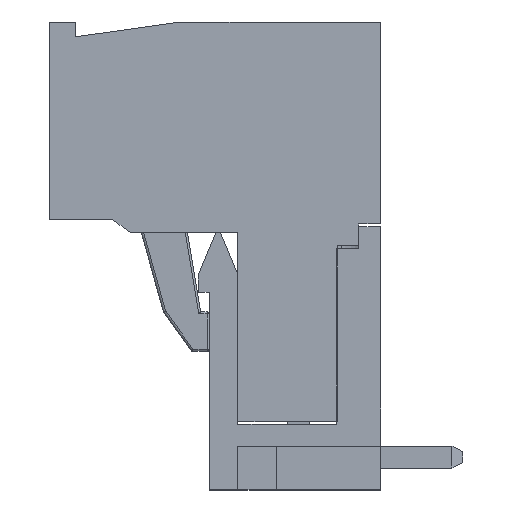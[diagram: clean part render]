
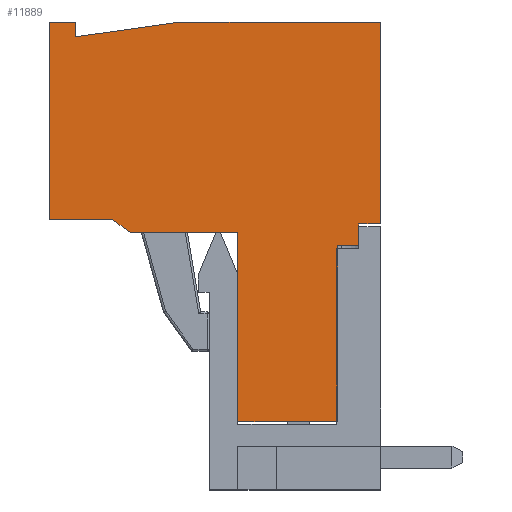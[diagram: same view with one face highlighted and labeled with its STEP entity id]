
A CAD part, left-side view. The second image highlights one B-rep face of the part: STEP entity #11889.
In plain terms, the highlighted face is planar.
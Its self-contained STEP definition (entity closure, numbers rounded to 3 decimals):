
#76 = VERTEX_POINT ( 'NONE', #10540 ) ;
#224 = LINE ( 'NONE', #7745, #10970 ) ;
#301 = ORIENTED_EDGE ( 'NONE', *, *, #7119, .T. ) ;
#311 = VECTOR ( 'NONE', #4840, 1000. ) ;
#404 = ORIENTED_EDGE ( 'NONE', *, *, #8594, .T. ) ;
#571 = CARTESIAN_POINT ( 'NONE',  ( 5., 9.6, 11.85 ) ) ;
#590 = CARTESIAN_POINT ( 'NONE',  ( 5., 8.925, 10.65 ) ) ;
#594 = ORIENTED_EDGE ( 'NONE', *, *, #11040, .T. ) ;
#834 = CARTESIAN_POINT ( 'NONE',  ( 5., -0.6, -1.29 ) ) ;
#845 = FACE_OUTER_BOUND ( 'NONE', #8309, .T. ) ;
#879 = CARTESIAN_POINT ( 'NONE',  ( 5., 9.6, 10.65 ) ) ;
#914 = DIRECTION ( 'NONE',  ( 0., -1., 0. ) ) ;
#951 = ORIENTED_EDGE ( 'NONE', *, *, #10177, .T. ) ;
#967 = CARTESIAN_POINT ( 'NONE',  ( 5., 9.6, -3.25 ) ) ;
#1060 = DIRECTION ( 'NONE',  ( 0., 0., 1. ) ) ;
#1135 = LINE ( 'NONE', #9825, #7343 ) ;
#1151 = VERTEX_POINT ( 'NONE', #13357 ) ;
#1375 = CARTESIAN_POINT ( 'NONE',  ( 5., 0.6, 8.95 ) ) ;
#1381 = VERTEX_POINT ( 'NONE', #10622 ) ;
#1571 = VERTEX_POINT ( 'NONE', #12215 ) ;
#1672 = VECTOR ( 'NONE', #1060, 1000. ) ;
#1874 = VECTOR ( 'NONE', #2416, 1000. ) ;
#2216 = ORIENTED_EDGE ( 'NONE', *, *, #3823, .T. ) ;
#2416 = DIRECTION ( 'NONE',  ( 0., 1., 0. ) ) ;
#2883 = ORIENTED_EDGE ( 'NONE', *, *, #8574, .T. ) ;
#2911 = VECTOR ( 'NONE', #5140, 1000. ) ;
#3054 = CARTESIAN_POINT ( 'NONE',  ( 5., 0., 11.85 ) ) ;
#3140 = VECTOR ( 'NONE', #7808, 1000. ) ;
#3378 = ORIENTED_EDGE ( 'NONE', *, *, #5964, .T. ) ;
#3381 = EDGE_CURVE ( 'NONE', #1381, #11770, #13397, .T. ) ;
#3469 = DIRECTION ( 'NONE',  ( 0., -1., 0. ) ) ;
#3504 = LINE ( 'NONE', #9755, #6747 ) ;
#3565 = ORIENTED_EDGE ( 'NONE', *, *, #4525, .T. ) ;
#3575 = CARTESIAN_POINT ( 'NONE',  ( 5., 0.4, -2.25 ) ) ;
#3689 = CARTESIAN_POINT ( 'NONE',  ( 5., 0.6, 11.85 ) ) ;
#3807 = DIRECTION ( 'NONE',  ( 0., 0., -1. ) ) ;
#3823 = EDGE_CURVE ( 'NONE', #1571, #10628, #10494, .T. ) ;
#3850 = CARTESIAN_POINT ( 'NONE',  ( 5., -0.6, -2.25 ) ) ;
#3916 = CARTESIAN_POINT ( 'NONE',  ( 5., -0.6, -1.29 ) ) ;
#4187 = CARTESIAN_POINT ( 'NONE',  ( 5., 0., 0. ) ) ;
#4439 = EDGE_CURVE ( 'NONE', #9080, #1571, #1135, .T. ) ;
#4525 = EDGE_CURVE ( 'NONE', #7191, #7854, #7051, .T. ) ;
#4715 = LINE ( 'NONE', #13021, #9201 ) ;
#4840 = DIRECTION ( 'NONE',  ( 0., 1., 0. ) ) ;
#5126 = ORIENTED_EDGE ( 'NONE', *, *, #7591, .F. ) ;
#5140 = DIRECTION ( 'NONE',  ( 0., 0., -1. ) ) ;
#5167 = LINE ( 'NONE', #834, #5480 ) ;
#5185 = ORIENTED_EDGE ( 'NONE', *, *, #12722, .T. ) ;
#5418 = EDGE_CURVE ( 'NONE', #13222, #6349, #5626, .T. ) ;
#5472 = ORIENTED_EDGE ( 'NONE', *, *, #5418, .T. ) ;
#5480 = VECTOR ( 'NONE', #914, 1000. ) ;
#5486 = CARTESIAN_POINT ( 'NONE',  ( 5., -8.6, -2.25 ) ) ;
#5590 = DIRECTION ( 'NONE',  ( 0., 0., -1. ) ) ;
#5591 = DIRECTION ( 'NONE',  ( 0., -0.6, -0.8 ) ) ;
#5613 = LINE ( 'NONE', #13291, #8570 ) ;
#5617 = VERTEX_POINT ( 'NONE', #8713 ) ;
#5626 = LINE ( 'NONE', #13229, #1874 ) ;
#5663 = VECTOR ( 'NONE', #6246, 1000. ) ;
#5964 = EDGE_CURVE ( 'NONE', #10740, #5617, #7456, .T. ) ;
#6084 = DIRECTION ( 'NONE',  ( 0., -0.139, 0.99 ) ) ;
#6104 = CARTESIAN_POINT ( 'NONE',  ( 5., 9.6, 11.85 ) ) ;
#6167 = ORIENTED_EDGE ( 'NONE', *, *, #9064, .T. ) ;
#6246 = DIRECTION ( 'NONE',  ( 0., 0., -1. ) ) ;
#6349 = VERTEX_POINT ( 'NONE', #967 ) ;
#6359 = CARTESIAN_POINT ( 'NONE',  ( 5., 9.6, -3.25 ) ) ;
#6374 = CARTESIAN_POINT ( 'NONE',  ( 5., 0.4, -2.25 ) ) ;
#6747 = VECTOR ( 'NONE', #5590, 1000. ) ;
#7051 = LINE ( 'NONE', #571, #3140 ) ;
#7119 = EDGE_CURVE ( 'NONE', #7854, #9080, #5613, .T. ) ;
#7167 = CARTESIAN_POINT ( 'NONE',  ( 5., 0., 3.25 ) ) ;
#7191 = VERTEX_POINT ( 'NONE', #6104 ) ;
#7234 = VERTEX_POINT ( 'NONE', #879 ) ;
#7343 = VECTOR ( 'NONE', #5591, 1000. ) ;
#7424 = VECTOR ( 'NONE', #6084, 1000. ) ;
#7456 = LINE ( 'NONE', #10404, #7424 ) ;
#7591 = EDGE_CURVE ( 'NONE', #11770, #76, #5167, .T. ) ;
#7745 = CARTESIAN_POINT ( 'NONE',  ( 5., 9.6, -3.25 ) ) ;
#7808 = DIRECTION ( 'NONE',  ( 0., -1., 0. ) ) ;
#7854 = VERTEX_POINT ( 'NONE', #3689 ) ;
#7909 = VECTOR ( 'NONE', #10702, 1000. ) ;
#8174 = LINE ( 'NONE', #6359, #1672 ) ;
#8309 = EDGE_LOOP ( 'NONE', ( #5126, #12834, #951, #594, #5472, #404, #3378, #11841, #5185, #3565, #301, #11633, #2216, #6167, #2883 ) ) ;
#8427 = DIRECTION ( 'NONE',  ( 0., 1., 0. ) ) ;
#8570 = VECTOR ( 'NONE', #3807, 1000. ) ;
#8574 = EDGE_CURVE ( 'NONE', #1151, #76, #3504, .T. ) ;
#8594 = EDGE_CURVE ( 'NONE', #6349, #10740, #224, .T. ) ;
#8713 = CARTESIAN_POINT ( 'NONE',  ( 5., 8.925, 10.65 ) ) ;
#9064 = EDGE_CURVE ( 'NONE', #10628, #1151, #4715, .T. ) ;
#9080 = VERTEX_POINT ( 'NONE', #1375 ) ;
#9201 = VECTOR ( 'NONE', #3469, 1000. ) ;
#9327 = DIRECTION ( 'NONE',  ( 1., 0., 0. ) ) ;
#9465 = PLANE ( 'NONE',  #10797 ) ;
#9687 = EDGE_CURVE ( 'NONE', #5617, #7234, #10062, .T. ) ;
#9717 = LINE ( 'NONE', #5486, #7909 ) ;
#9755 = CARTESIAN_POINT ( 'NONE',  ( 5., -8.6, 3.25 ) ) ;
#9825 = CARTESIAN_POINT ( 'NONE',  ( 5., 0.6, 8.95 ) ) ;
#10062 = LINE ( 'NONE', #590, #311 ) ;
#10177 = EDGE_CURVE ( 'NONE', #1381, #11191, #9717, .T. ) ;
#10404 = CARTESIAN_POINT ( 'NONE',  ( 5., 9.6, 5.85 ) ) ;
#10494 = LINE ( 'NONE', #3054, #2911 ) ;
#10540 = CARTESIAN_POINT ( 'NONE',  ( 5., -8.6, -1.29 ) ) ;
#10575 = DIRECTION ( 'NONE',  ( 0., 0., 1. ) ) ;
#10622 = CARTESIAN_POINT ( 'NONE',  ( 5., -0.6, -2.25 ) ) ;
#10628 = VERTEX_POINT ( 'NONE', #7167 ) ;
#10702 = DIRECTION ( 'NONE',  ( 0., 1., 0. ) ) ;
#10740 = VERTEX_POINT ( 'NONE', #10964 ) ;
#10797 = AXIS2_PLACEMENT_3D ( 'NONE', #4187, #9327, #8427 ) ;
#10964 = CARTESIAN_POINT ( 'NONE',  ( 5., 9.6, 5.85 ) ) ;
#10970 = VECTOR ( 'NONE', #11737, 1000. ) ;
#11040 = EDGE_CURVE ( 'NONE', #11191, #13222, #11603, .T. ) ;
#11191 = VERTEX_POINT ( 'NONE', #3575 ) ;
#11603 = LINE ( 'NONE', #6374, #5663 ) ;
#11633 = ORIENTED_EDGE ( 'NONE', *, *, #4439, .T. ) ;
#11737 = DIRECTION ( 'NONE',  ( 0., 0., 1. ) ) ;
#11770 = VERTEX_POINT ( 'NONE', #3916 ) ;
#11841 = ORIENTED_EDGE ( 'NONE', *, *, #9687, .T. ) ;
#11889 = ADVANCED_FACE ( 'NONE', ( #845 ), #9465, .T. ) ;
#12215 = CARTESIAN_POINT ( 'NONE',  ( 5., 0., 8.15 ) ) ;
#12722 = EDGE_CURVE ( 'NONE', #7234, #7191, #8174, .T. ) ;
#12834 = ORIENTED_EDGE ( 'NONE', *, *, #3381, .F. ) ;
#13021 = CARTESIAN_POINT ( 'NONE',  ( 5., 0., 3.25 ) ) ;
#13222 = VERTEX_POINT ( 'NONE', #13741 ) ;
#13229 = CARTESIAN_POINT ( 'NONE',  ( 5., -8.6, -3.25 ) ) ;
#13291 = CARTESIAN_POINT ( 'NONE',  ( 5., 0.6, 11.85 ) ) ;
#13357 = CARTESIAN_POINT ( 'NONE',  ( 5., -8.6, 3.25 ) ) ;
#13397 = LINE ( 'NONE', #3850, #13581 ) ;
#13581 = VECTOR ( 'NONE', #10575, 1000. ) ;
#13741 = CARTESIAN_POINT ( 'NONE',  ( 5., 0.4, -3.25 ) ) ;
